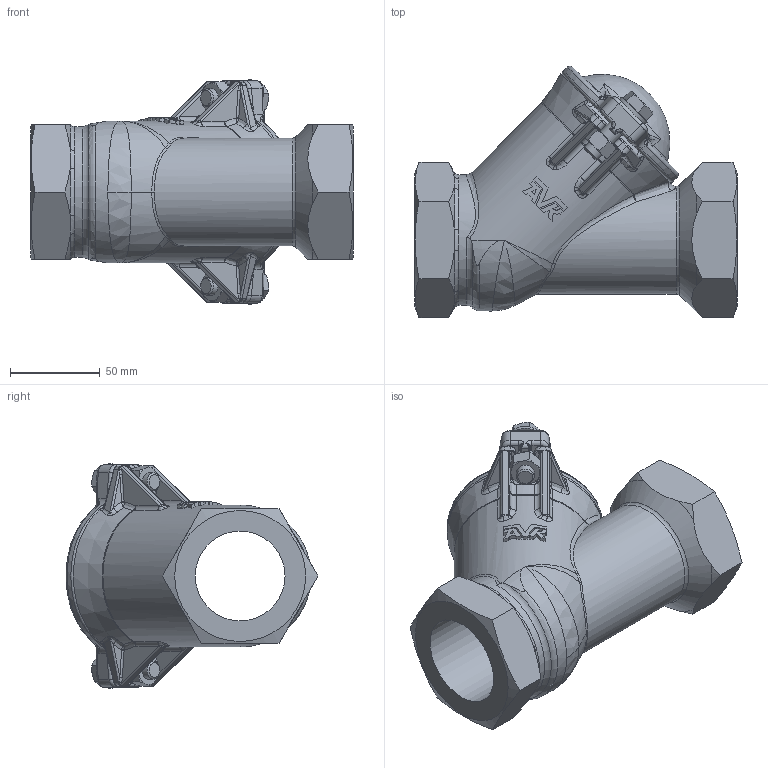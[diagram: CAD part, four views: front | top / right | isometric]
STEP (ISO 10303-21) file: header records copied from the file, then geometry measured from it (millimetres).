
FILE_DESCRIPTION (( 'STEP AP203' ), '1' );
FILE_NAME ('O_53_30_DN50_AA1_step.step', '2016-05-17T07:38:49', ( 'Windows User' ), ( 'AVK' ), 'SwSTEP 2.0', 'SolidWorks 2012', '' );
FILE_SCHEMA (( 'CONFIG_CONTROL_DESIGN' ));
Length unit declared in the file: millimetre
Products named in the file (1): O_53_30_DN50_AA1_step
Bounding box: 180 x 140.29 x 125 mm (x, y, z)
Volume: 716516.5 mm3; surface area: 103148.4 mm2
Topology: 1 solids, 1 shells, 611 faces, 1501 edges, 865 vertices
Faces by surface type: bspline 204, plane 161, cylinder 129, cone 54, torus 52, sphere 11
Full cylindrical faces by diameter (mm): 10 x6, 16 x2, 20 x2, 50 x1, 60 x1, 73 x1
Entity records: 24309 total; most frequent: CARTESIAN_POINT 12107, ORIENTED_EDGE 2864, DIRECTION 2137, EDGE_CURVE 1432, AXIS2_PLACEMENT_3D 901, VERTEX_POINT 850, EDGE_LOOP 648, FACE_OUTER_BOUND 625
